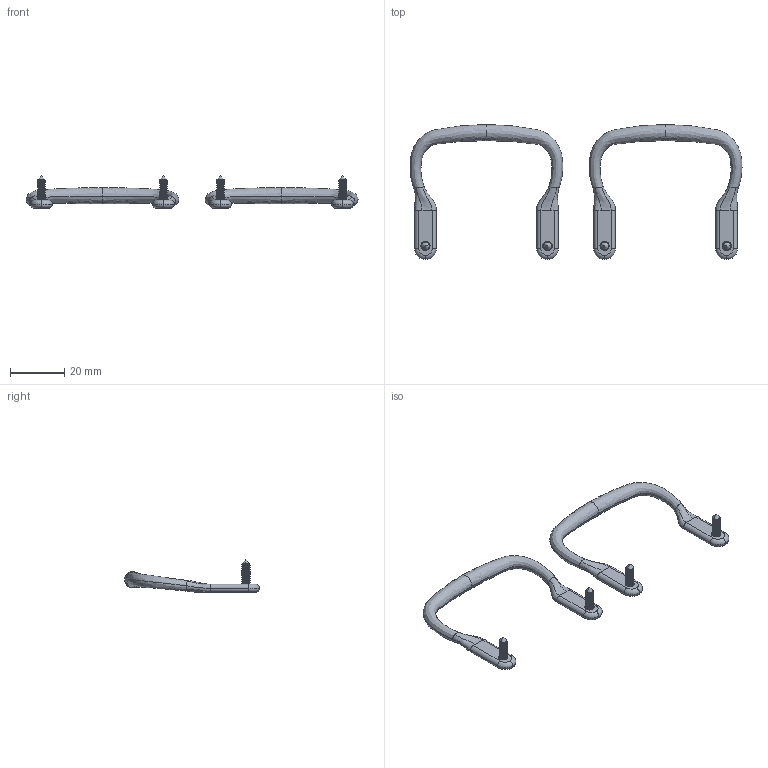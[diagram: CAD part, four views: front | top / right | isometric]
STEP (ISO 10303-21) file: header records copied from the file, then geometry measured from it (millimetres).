
FILE_DESCRIPTION((''),'2;1');
FILE_NAME('5202007_ASM','2021-03-17T15:31:09',('25393'),(''),'CREO PARAMETRIC BY PTC INC, 2018020','CREO PARAMETRIC BY PTC INC, 2018020','');
FILE_SCHEMA(('CONFIG_CONTROL_DESIGN'));
Length unit declared in the file: millimetre
Products named in the file (3): 5202007-012; ZG-3X12; 5202007_ASM
Assembly tree (6 placements, depth 2):
  5202007_ASM
    5202007-012  x2
    ZG-3X12  x4
Bounding box: 122.28 x 49.74 x 12.03 mm (x, y, z)
Volume: 5463.5 mm3; surface area: 5257.9 mm2
Topology: 6 solids, 6 shells, 380 faces, 1012 edges, 628 vertices
Faces by surface type: cylinder 148, bspline 84, plane 84, torus 32, cone 32
Entity records: 10488 total; most frequent: CARTESIAN_POINT 7672, ORIENTED_EDGE 634, DIRECTION 474, EDGE_CURVE 317, VERTEX_POINT 199, AXIS2_PLACEMENT_3D 185, B_SPLINE_CURVE_WITH_KNOTS 128, EDGE_LOOP 124
